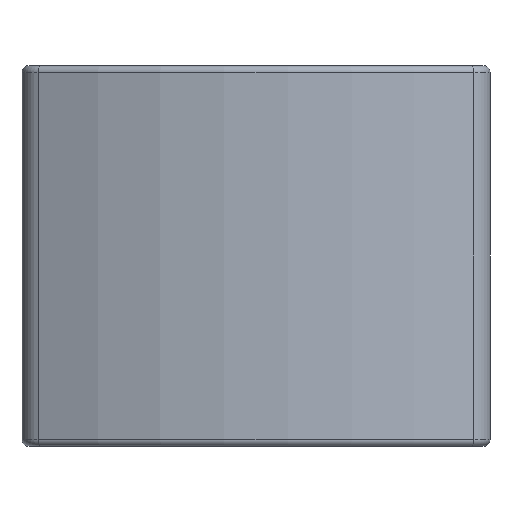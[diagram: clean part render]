
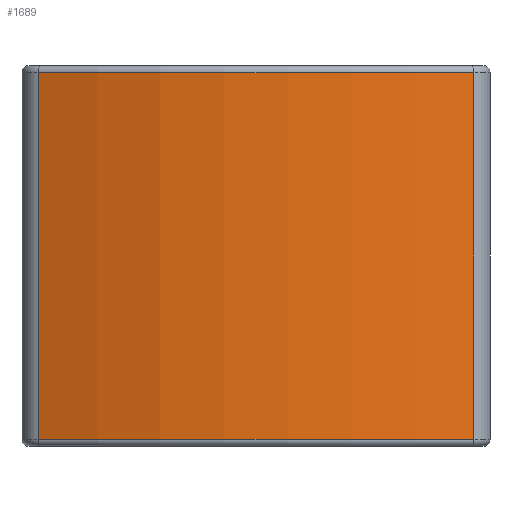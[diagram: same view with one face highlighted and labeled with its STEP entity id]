
A CAD part, left-side view. The second image highlights one B-rep face of the part: STEP entity #1689.
In plain terms, the highlighted cylindrical face has radius 762 mm (diameter 1524 mm), a partial arc.
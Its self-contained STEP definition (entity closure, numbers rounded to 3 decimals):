
#1526=CARTESIAN_POINT('',(-14.92,630.16,10.0));
#1527=VERTEX_POINT('',#1526);
#1552=CARTESIAN_POINT('',(-14.92,15.213,10.0));
#1553=VERTEX_POINT('',#1552);
#1561=CARTESIAN_POINT('',(682.291,322.687,10.0));
#1562=DIRECTION('',(0.0,0.0,-1.0));
#1563=DIRECTION('',(-1.0,0.0,0.0));
#1564=AXIS2_PLACEMENT_3D('',#1561,#1562,#1563);
#1565=CIRCLE('',#1564,762.);
#1566=EDGE_CURVE('',#1553,#1527,#1565,.T.);
#1646=CARTESIAN_POINT('',(-14.92,630.16,527.465));
#1647=VERTEX_POINT('',#1646);
#1648=CARTESIAN_POINT('',(-14.92,630.16,10.0));
#1649=DIRECTION('',(0.0,0.0,1.0));
#1650=VECTOR('',#1649,517.465);
#1651=LINE('',#1648,#1650);
#1652=EDGE_CURVE('',#1527,#1647,#1651,.T.);
#1665=CARTESIAN_POINT('',(682.291,322.687,0.0));
#1666=DIRECTION('',(0.0,0.0,1.0));
#1667=DIRECTION('',(-0.915,0.404,0.0));
#1668=AXIS2_PLACEMENT_3D('',#1665,#1666,#1667);
#1669=CYLINDRICAL_SURFACE('',#1668,762.);
#1670=ORIENTED_EDGE('',*,*,#1566,.F.);
#1671=CARTESIAN_POINT('',(-14.92,15.213,527.465));
#1672=VERTEX_POINT('',#1671);
#1673=CARTESIAN_POINT('',(-14.92,15.213,10.0));
#1674=DIRECTION('',(0.0,0.0,1.0));
#1675=VECTOR('',#1674,517.465);
#1676=LINE('',#1673,#1675);
#1677=EDGE_CURVE('',#1553,#1672,#1676,.T.);
#1678=ORIENTED_EDGE('',*,*,#1677,.T.);
#1679=CARTESIAN_POINT('',(682.291,322.687,527.465));
#1680=DIRECTION('',(0.0,0.0,1.0));
#1681=DIRECTION('',(-1.0,0.0,0.0));
#1682=AXIS2_PLACEMENT_3D('',#1679,#1680,#1681);
#1683=CIRCLE('',#1682,762.);
#1684=EDGE_CURVE('',#1647,#1672,#1683,.T.);
#1685=ORIENTED_EDGE('',*,*,#1684,.F.);
#1686=ORIENTED_EDGE('',*,*,#1652,.F.);
#1687=EDGE_LOOP('',(#1670,#1678,#1685,#1686));
#1688=FACE_OUTER_BOUND('',#1687,.T.);
#1689=ADVANCED_FACE('',(#1688),#1669,.T.);
